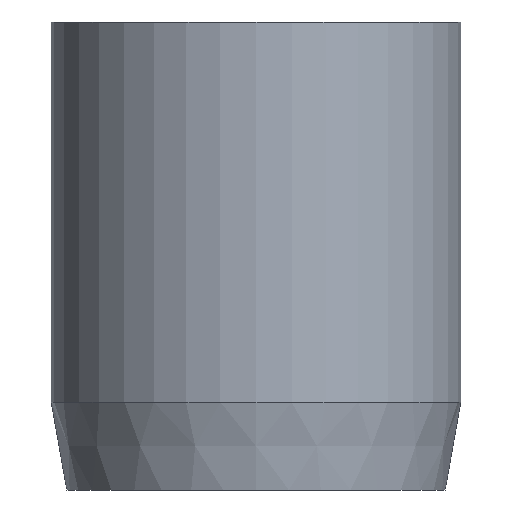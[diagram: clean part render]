
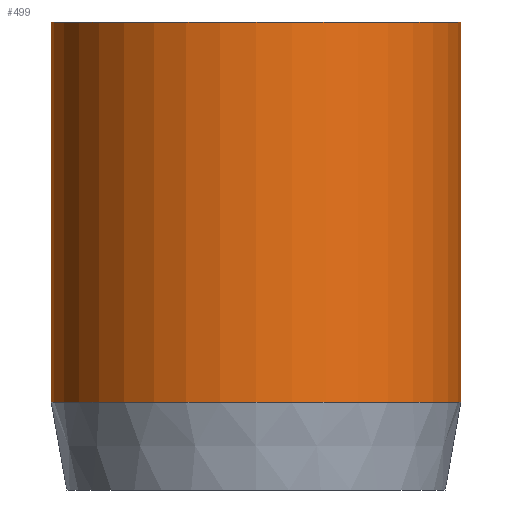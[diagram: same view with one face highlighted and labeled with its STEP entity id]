
A CAD part, front view. The second image highlights one B-rep face of the part: STEP entity #499.
In plain terms, the highlighted cylindrical face has radius 3.5 mm (diameter 7 mm), a partial arc.
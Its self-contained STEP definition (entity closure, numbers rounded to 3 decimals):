
#17 = CARTESIAN_POINT ( 'NONE',  ( 0., 0., 8. ) ) ;
#100 = DIRECTION ( 'NONE',  ( 1., 0., 0. ) ) ;
#112 = EDGE_CURVE ( 'NONE', #632, #543, #728, .T. ) ;
#162 = CARTESIAN_POINT ( 'NONE',  ( 0., 0., 8. ) ) ;
#164 = CARTESIAN_POINT ( 'NONE',  ( -3.5, 0., 8. ) ) ;
#205 = FACE_OUTER_BOUND ( 'NONE', #777, .T. ) ;
#213 = EDGE_CURVE ( 'NONE', #543, #971, #642, .T. ) ;
#216 = CARTESIAN_POINT ( 'NONE',  ( -3.5, 0., 8. ) ) ;
#222 = VECTOR ( 'NONE', #315, 1000. ) ;
#243 = ORIENTED_EDGE ( 'NONE', *, *, #112, .T. ) ;
#271 = VERTEX_POINT ( 'NONE', #441 ) ;
#315 = DIRECTION ( 'NONE',  ( 0., 0., -1. ) ) ;
#353 = CARTESIAN_POINT ( 'NONE',  ( -3.5, 0., 1.5 ) ) ;
#359 = AXIS2_PLACEMENT_3D ( 'NONE', #17, #640, #100 ) ;
#398 = VECTOR ( 'NONE', #995, 1000. ) ;
#441 = CARTESIAN_POINT ( 'NONE',  ( 3.5, 0., 8. ) ) ;
#499 = ADVANCED_FACE ( 'NONE', ( #205 ), #629, .T. ) ;
#529 = CARTESIAN_POINT ( 'NONE',  ( 3.5, 0., 8. ) ) ;
#543 = VERTEX_POINT ( 'NONE', #353 ) ;
#629 = CYLINDRICAL_SURFACE ( 'NONE', #1090, 3.5 ) ;
#632 = VERTEX_POINT ( 'NONE', #164 ) ;
#640 = DIRECTION ( 'NONE',  ( 0., 0., 1. ) ) ;
#642 = CIRCLE ( 'NONE', #1113, 3.5 ) ;
#657 = EDGE_CURVE ( 'NONE', #632, #271, #981, .T. ) ;
#670 = CARTESIAN_POINT ( 'NONE',  ( 3.5, 0., 1.5 ) ) ;
#728 = LINE ( 'NONE', #216, #222 ) ;
#777 = EDGE_LOOP ( 'NONE', ( #994, #993, #243, #949 ) ) ;
#778 = CARTESIAN_POINT ( 'NONE',  ( 0., 0., 1.5 ) ) ;
#781 = DIRECTION ( 'NONE',  ( 0., 0., 1. ) ) ;
#865 = DIRECTION ( 'NONE',  ( 1., 0., 0. ) ) ;
#883 = DIRECTION ( 'NONE',  ( -1., 0., 0. ) ) ;
#949 = ORIENTED_EDGE ( 'NONE', *, *, #213, .T. ) ;
#971 = VERTEX_POINT ( 'NONE', #670 ) ;
#981 = CIRCLE ( 'NONE', #359, 3.5 ) ;
#993 = ORIENTED_EDGE ( 'NONE', *, *, #657, .F. ) ;
#994 = ORIENTED_EDGE ( 'NONE', *, *, #1099, .F. ) ;
#995 = DIRECTION ( 'NONE',  ( 0., 0., -1. ) ) ;
#1090 = AXIS2_PLACEMENT_3D ( 'NONE', #162, #1143, #883 ) ;
#1099 = EDGE_CURVE ( 'NONE', #271, #971, #1102, .T. ) ;
#1102 = LINE ( 'NONE', #529, #398 ) ;
#1113 = AXIS2_PLACEMENT_3D ( 'NONE', #778, #781, #865 ) ;
#1143 = DIRECTION ( 'NONE',  ( 0., 0., -1. ) ) ;
